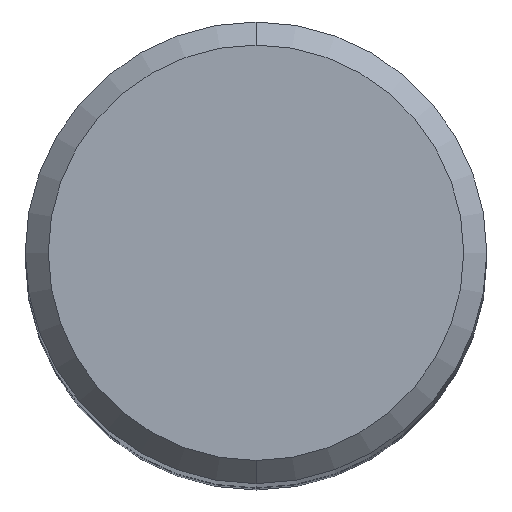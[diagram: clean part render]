
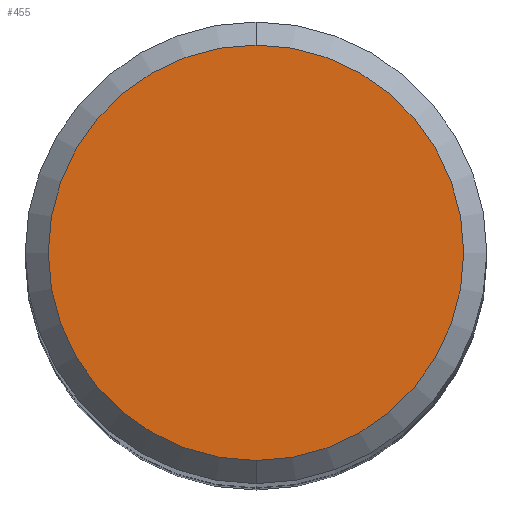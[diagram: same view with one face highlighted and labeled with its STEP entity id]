
A CAD part, top view. The second image highlights one B-rep face of the part: STEP entity #455.
In plain terms, the highlighted planar face has unit normal (0, 0, 1).
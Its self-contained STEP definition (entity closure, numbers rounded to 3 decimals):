
#207=VERTEX_POINT('',#525);
#211=VERTEX_POINT('',#530);
#405=EDGE_CURVE('',#207,#211,#743,.T.);
#443=EDGE_CURVE('',#211,#207,#783,.T.);
#455=ADVANCED_FACE('',(#796),#797,.T.);
#525=CARTESIAN_POINT('',(0.0,4.5,0.0));
#530=CARTESIAN_POINT('',(0.,-4.5,0.0));
#743=CIRCLE('',#1292,4.5);
#783=CIRCLE('',#1398,4.5);
#796=FACE_OUTER_BOUND('',#1442,.T.);
#797=PLANE('',#1443);
#1292=AXIS2_PLACEMENT_3D('',#1794,#1795,#1796);
#1398=AXIS2_PLACEMENT_3D('',#1821,#1822,#1823);
#1442=EDGE_LOOP('',(#1835,#1836));
#1443=AXIS2_PLACEMENT_3D('',#1837,#1838,#1839);
#1794=CARTESIAN_POINT('',(0.0,0.0,0.0));
#1795=DIRECTION('',(0.0,0.0,-1.0));
#1796=DIRECTION('',(0.0,1.0,0.0));
#1821=CARTESIAN_POINT('',(0.0,0.0,0.0));
#1822=DIRECTION('',(0.0,0.0,-1.0));
#1823=DIRECTION('',(0.0,1.0,0.0));
#1835=ORIENTED_EDGE('',*,*,#405,.F.);
#1836=ORIENTED_EDGE('',*,*,#443,.F.);
#1837=CARTESIAN_POINT('',(0.0,2.25,0.0));
#1838=DIRECTION('',(-0.0,0.0,1.0));
#1839=DIRECTION('',(0.0,-1.0,0.0));
